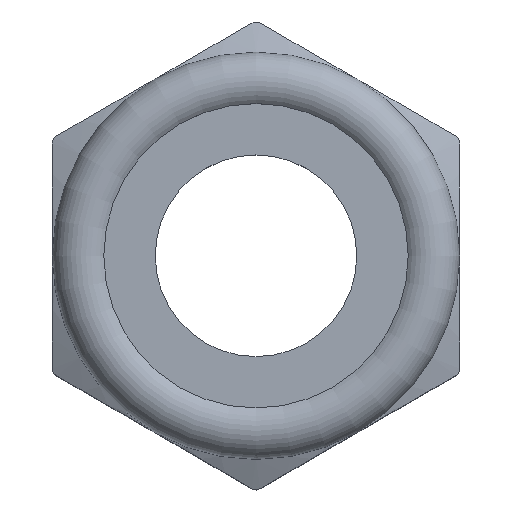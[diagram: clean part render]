
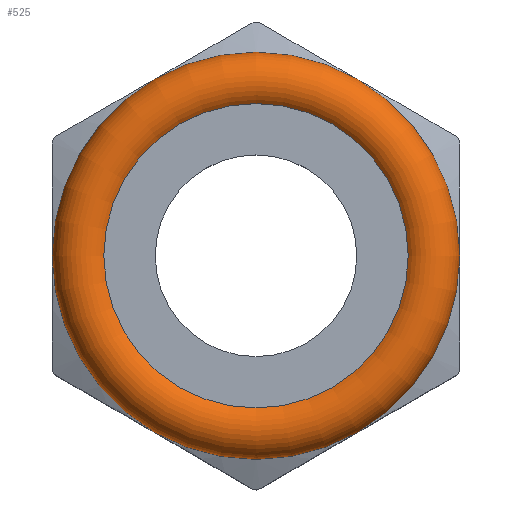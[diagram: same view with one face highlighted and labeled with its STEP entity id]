
A CAD part, top view. The second image highlights one B-rep face of the part: STEP entity #525.
In plain terms, the highlighted toroidal (fillet/blend) face has major radius 3.409 mm and minor radius 0.592 mm.
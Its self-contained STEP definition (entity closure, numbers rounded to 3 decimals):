
#17=TOROIDAL_SURFACE('',#597,3.408,0.592);
#99=FACE_OUTER_BOUND('',#137,.T.);
#137=EDGE_LOOP('',(#406,#407,#408,#409));
#212=CIRCLE('',#587,4.);
#216=CIRCLE('',#598,0.592);
#217=CIRCLE('',#599,2.99);
#237=VERTEX_POINT('',#813);
#252=VERTEX_POINT('',#936);
#288=EDGE_CURVE('',#237,#237,#212,.T.);
#310=EDGE_CURVE('',#237,#252,#216,.T.);
#311=EDGE_CURVE('',#252,#252,#217,.T.);
#406=ORIENTED_EDGE('',*,*,#288,.F.);
#407=ORIENTED_EDGE('',*,*,#310,.T.);
#408=ORIENTED_EDGE('',*,*,#311,.T.);
#409=ORIENTED_EDGE('',*,*,#310,.F.);
#525=ADVANCED_FACE('',(#99),#17,.T.);
#587=AXIS2_PLACEMENT_3D('',#815,#681,#682);
#597=AXIS2_PLACEMENT_3D('',#935,#701,#702);
#598=AXIS2_PLACEMENT_3D('',#937,#703,#704);
#599=AXIS2_PLACEMENT_3D('',#938,#705,#706);
#681=DIRECTION('center_axis',(0.,0.,
-1.));
#682=DIRECTION('ref_axis',(1.,0.,0.));
#701=DIRECTION('center_axis',(0.,0.,
-1.));
#702=DIRECTION('ref_axis',(1.,0.,0.));
#703=DIRECTION('center_axis',(0.,1.,0.));
#704=DIRECTION('ref_axis',(-1.,0.,0.));
#705=DIRECTION('center_axis',(0.,0.,
-1.));
#706=DIRECTION('ref_axis',(1.,0.,0.));
#813=CARTESIAN_POINT('',(-4.,0.,4.408));
#815=CARTESIAN_POINT('Origin',(0.,0.,
4.408));
#935=CARTESIAN_POINT('Origin',(0.,0.,
4.408));
#936=CARTESIAN_POINT('',(-2.99,0.,4.827));
#937=CARTESIAN_POINT('Origin',(-3.408,0.,
4.408));
#938=CARTESIAN_POINT('Origin',(0.,0.,
4.827));
